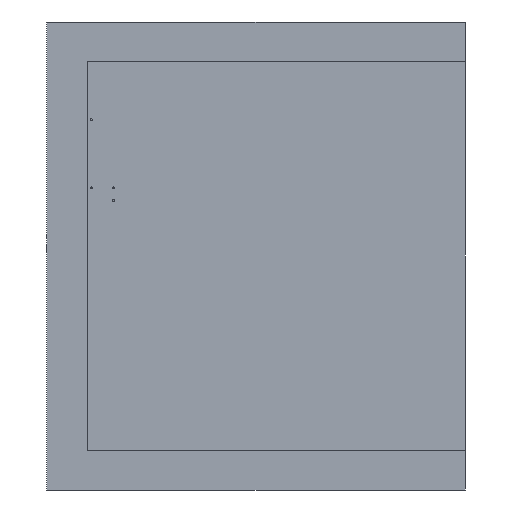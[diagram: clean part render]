
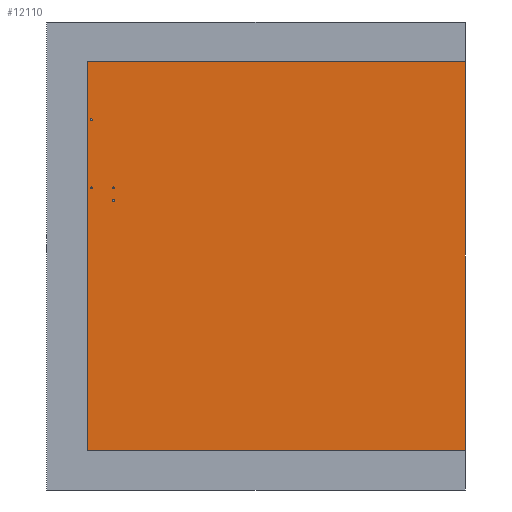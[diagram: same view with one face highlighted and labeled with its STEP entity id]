
A CAD part, left-side view. The second image highlights one B-rep face of the part: STEP entity #12110.
In plain terms, the highlighted planar face has unit normal (-1, 0, 0).
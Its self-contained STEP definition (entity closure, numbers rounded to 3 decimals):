
#10380=CARTESIAN_POINT('',(-42.,-65.15,-1151.6));
#10390=DIRECTION('',(0.,0.,1.));
#10400=VECTOR('',#10390,1.);
#10410=LINE('',#10380,#10400);
#10420=CARTESIAN_POINT('',(-42.,-65.15,-2068.75));
#10430=VERTEX_POINT('',#10420);
#10440=CARTESIAN_POINT('',(-42.,-65.15,-1273.75));
#10450=VERTEX_POINT('',#10440);
#10460=EDGE_CURVE('',#10430,#10450,#10410,.T.);
#10820=CARTESIAN_POINT('',(-42.,-826.65,-2068.75));
#10830=VERTEX_POINT('',#10820);
#10880=CARTESIAN_POINT('',(-42.,-826.65,-1151.6));
#10890=DIRECTION('',(0.,0.,-1.));
#10900=VECTOR('',#10890,1.);
#10910=LINE('',#10880,#10900);
#10920=CARTESIAN_POINT('',(-42.,-826.65,-1273.75));
#10930=VERTEX_POINT('',#10920);
#10940=EDGE_CURVE('',#10930,#10830,#10910,.T.);
#11250=CARTESIAN_POINT('',(-42.,-193.9,-2068.75));
#11260=DIRECTION('',(0.,-1.,0.));
#11270=VECTOR('',#11260,1.);
#11280=LINE('',#11250,#11270);
#11290=EDGE_CURVE('',#10430,#10830,#11280,.T.);
#11350=CARTESIAN_POINT('',(-42.,-126.65,-2623.088));
#11360=DIRECTION('',(-1.,0.,0.));
#11370=DIRECTION('',(0.,0.,1.));
#11380=AXIS2_PLACEMENT_3D('',#11350,#11360,#11370);
#11390=PLANE('',#11380);
#11400=CARTESIAN_POINT('',(-42.,-129.2,-1536.25));
#11410=DIRECTION('',(1.,0.,0.));
#11420=DIRECTION('',(0.,0.,-1.));
#11430=AXIS2_PLACEMENT_3D('',#11400,#11410,#11420);
#11440=CIRCLE('',#11430,2.);
#11450=CARTESIAN_POINT('',(-42.,-129.2,-1538.25));
#11460=VERTEX_POINT('',#11450);
#11470=CARTESIAN_POINT('',(-42.,-129.2,-1534.25));
#11480=VERTEX_POINT('',#11470);
#11490=EDGE_CURVE('',#11460,#11480,#11440,.T.);
#11500=ORIENTED_EDGE('',*,*,#11490,.T.);
#11510=EDGE_CURVE('',#11480,#11460,#11440,.T.);
#11520=ORIENTED_EDGE('',*,*,#11510,.T.);
#11530=EDGE_LOOP('',(#11520,#11500));
#11540=FACE_BOUND('',#11530,.T.);
#11550=CARTESIAN_POINT('',(-42.,-129.2,-1561.25));
#11560=DIRECTION('',(1.,0.,0.));
#11570=DIRECTION('',(0.,0.,-1.));
#11580=AXIS2_PLACEMENT_3D('',#11550,#11560,#11570);
#11590=CIRCLE('',#11580,2.);
#11600=CARTESIAN_POINT('',(-42.,-129.2,-1563.25));
#11610=VERTEX_POINT('',#11600);
#11620=CARTESIAN_POINT('',(-42.,-129.2,-1559.25));
#11630=VERTEX_POINT('',#11620);
#11640=EDGE_CURVE('',#11610,#11630,#11590,.T.);
#11650=ORIENTED_EDGE('',*,*,#11640,.T.);
#11660=EDGE_CURVE('',#11630,#11610,#11590,.T.);
#11670=ORIENTED_EDGE('',*,*,#11660,.T.);
#11680=EDGE_LOOP('',(#11670,#11650));
#11690=FACE_BOUND('',#11680,.T.);
#11700=CARTESIAN_POINT('',(-42.,-85.2,-1401.25));
#11710=DIRECTION('',(1.,0.,0.));
#11720=DIRECTION('',(0.,0.,-1.));
#11730=AXIS2_PLACEMENT_3D('',#11700,#11710,#11720);
#11740=CIRCLE('',#11730,2.);
#11750=CARTESIAN_POINT('',(-42.,-85.2,-1403.25));
#11760=VERTEX_POINT('',#11750);
#11770=CARTESIAN_POINT('',(-42.,-85.2,-1399.25));
#11780=VERTEX_POINT('',#11770);
#11790=EDGE_CURVE('',#11760,#11780,#11740,.T.);
#11800=ORIENTED_EDGE('',*,*,#11790,.T.);
#11810=EDGE_CURVE('',#11780,#11760,#11740,.T.);
#11820=ORIENTED_EDGE('',*,*,#11810,.T.);
#11830=EDGE_LOOP('',(#11820,#11800));
#11840=FACE_BOUND('',#11830,.T.);
#11850=CARTESIAN_POINT('',(-42.,-85.2,-1536.25));
#11860=DIRECTION('',(1.,0.,0.));
#11870=DIRECTION('',(0.,0.,-1.));
#11880=AXIS2_PLACEMENT_3D('',#11850,#11860,#11870);
#11890=CIRCLE('',#11880,2.);
#11900=CARTESIAN_POINT('',(-42.,-85.2,-1538.25));
#11910=VERTEX_POINT('',#11900);
#11920=CARTESIAN_POINT('',(-42.,-85.2,-1534.25));
#11930=VERTEX_POINT('',#11920);
#11940=EDGE_CURVE('',#11910,#11930,#11890,.T.);
#11950=ORIENTED_EDGE('',*,*,#11940,.T.);
#11960=EDGE_CURVE('',#11930,#11910,#11890,.T.);
#11970=ORIENTED_EDGE('',*,*,#11960,.T.);
#11980=EDGE_LOOP('',(#11970,#11950));
#11990=FACE_BOUND('',#11980,.T.);
#12000=CARTESIAN_POINT('',(-42.,-193.9,-1273.75));
#12010=DIRECTION('',(0.,1.,0.));
#12020=VECTOR('',#12010,1.);
#12030=LINE('',#12000,#12020);
#12040=EDGE_CURVE('',#10930,#10450,#12030,.T.);
#12050=ORIENTED_EDGE('',*,*,#12040,.T.);
#12060=ORIENTED_EDGE('',*,*,#10940,.F.);
#12070=ORIENTED_EDGE('',*,*,#11290,.T.);
#12080=ORIENTED_EDGE('',*,*,#10460,.F.);
#12090=EDGE_LOOP('',(#12080,#12070,#12060,#12050));
#12100=FACE_OUTER_BOUND('',#12090,.T.);
#12110=ADVANCED_FACE('',(#11540,#11690,#11840,#11990,#12100),#11390,.T.)
;
